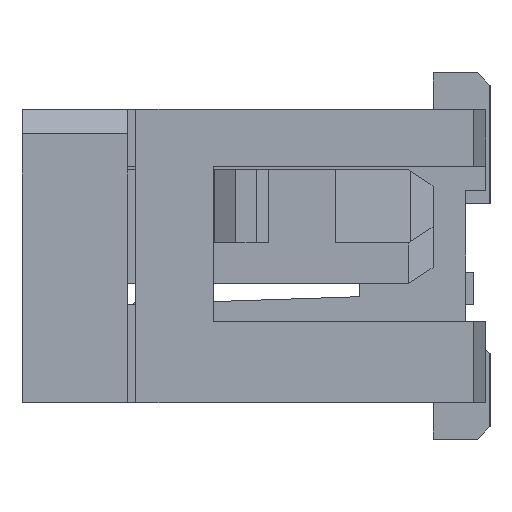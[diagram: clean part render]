
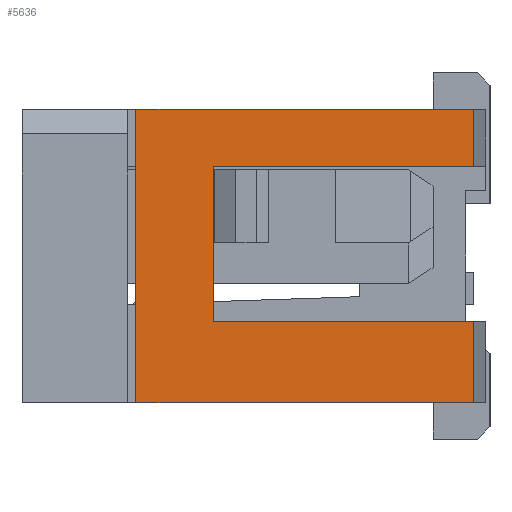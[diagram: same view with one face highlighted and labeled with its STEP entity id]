
A CAD part, left-side view. The second image highlights one B-rep face of the part: STEP entity #5636.
In plain terms, the highlighted planar face has unit normal (-1, 0, 0).
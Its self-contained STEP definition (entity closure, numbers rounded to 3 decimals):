
#1=DIRECTION('',(0.,0.,-1.));
#2=VECTOR('',#1,3.6);
#3=CARTESIAN_POINT('',(-6.425,4.3,1.8));
#4=LINE('',#3,#2);
#5=DIRECTION('',(0.,-1.,0.));
#6=VECTOR('',#5,4.15);
#7=CARTESIAN_POINT('',(-6.425,4.3,1.8));
#8=LINE('',#7,#6);
#9=DIRECTION('',(0.,0.,-1.));
#10=VECTOR('',#9,0.7);
#11=CARTESIAN_POINT('',(-6.425,0.15,1.8));
#12=LINE('',#11,#10);
#13=DIRECTION('',(0.,1.,0.));
#14=VECTOR('',#13,3.2);
#15=CARTESIAN_POINT('',(-6.425,0.15,1.1));
#16=LINE('',#15,#14);
#17=DIRECTION('',(0.,0.,-1.));
#18=VECTOR('',#17,1.9);
#19=CARTESIAN_POINT('',(-6.425,3.35,1.1));
#20=LINE('',#19,#18);
#21=DIRECTION('',(0.,0.,-1.));
#22=VECTOR('',#21,1.);
#23=CARTESIAN_POINT('',(-6.425,0.15,-0.8));
#24=LINE('',#23,#22);
#25=DIRECTION('',(0.,1.,0.));
#26=VECTOR('',#25,4.15);
#27=CARTESIAN_POINT('',(-6.425,0.15,-1.8));
#28=LINE('',#27,#26);
#1011=DIRECTION('',(0.,1.,0.));
#1012=VECTOR('',#1011,3.2);
#1013=CARTESIAN_POINT('',(-6.425,0.15,-0.8));
#1014=LINE('',#1013,#1012);
#4241=CARTESIAN_POINT('',(-6.425,4.3,1.8));
#4242=CARTESIAN_POINT('',(-6.425,4.3,-1.8));
#4243=VERTEX_POINT('',#4241);
#4244=VERTEX_POINT('',#4242);
#4253=CARTESIAN_POINT('',(-6.425,0.15,1.8));
#4254=VERTEX_POINT('',#4253);
#4261=CARTESIAN_POINT('',(-6.425,0.15,-1.8));
#4262=VERTEX_POINT('',#4261);
#4319=CARTESIAN_POINT('',(-6.425,0.15,1.1));
#4320=VERTEX_POINT('',#4319);
#4321=CARTESIAN_POINT('',(-6.425,0.15,-0.8));
#4322=VERTEX_POINT('',#4321);
#4403=CARTESIAN_POINT('',(-6.425,3.35,1.1));
#4404=CARTESIAN_POINT('',(-6.425,3.35,-0.8));
#4405=VERTEX_POINT('',#4403);
#4406=VERTEX_POINT('',#4404);
#5613=CARTESIAN_POINT('',(-6.425,0.,0.));
#5614=DIRECTION('',(1.,0.,0.));
#5615=DIRECTION('',(0.,-1.,0.));
#5616=AXIS2_PLACEMENT_3D('',#5613,#5614,#5615);
#5617=PLANE('',#5616);
#5619=ORIENTED_EDGE('',*,*,#5618,.F.);
#5621=ORIENTED_EDGE('',*,*,#5620,.T.);
#5623=ORIENTED_EDGE('',*,*,#5622,.T.);
#5625=ORIENTED_EDGE('',*,*,#5624,.T.);
#5627=ORIENTED_EDGE('',*,*,#5626,.T.);
#5629=ORIENTED_EDGE('',*,*,#5628,.F.);
#5631=ORIENTED_EDGE('',*,*,#5630,.T.);
#5633=ORIENTED_EDGE('',*,*,#5632,.T.);
#5634=EDGE_LOOP('',(#5619,#5621,#5623,#5625,#5627,#5629,#5631,#5633));
#5635=FACE_OUTER_BOUND('',#5634,.F.);
#5636=ADVANCED_FACE('',(#5635),#5617,.F.);
#5618=EDGE_CURVE('',#4243,#4244,#4,.T.);
#5620=EDGE_CURVE('',#4243,#4254,#8,.T.);
#5622=EDGE_CURVE('',#4254,#4320,#12,.T.);
#5624=EDGE_CURVE('',#4320,#4405,#16,.T.);
#5626=EDGE_CURVE('',#4405,#4406,#20,.T.);
#5628=EDGE_CURVE('',#4322,#4406,#1014,.T.);
#5630=EDGE_CURVE('',#4322,#4262,#24,.T.);
#5632=EDGE_CURVE('',#4262,#4244,#28,.T.);
